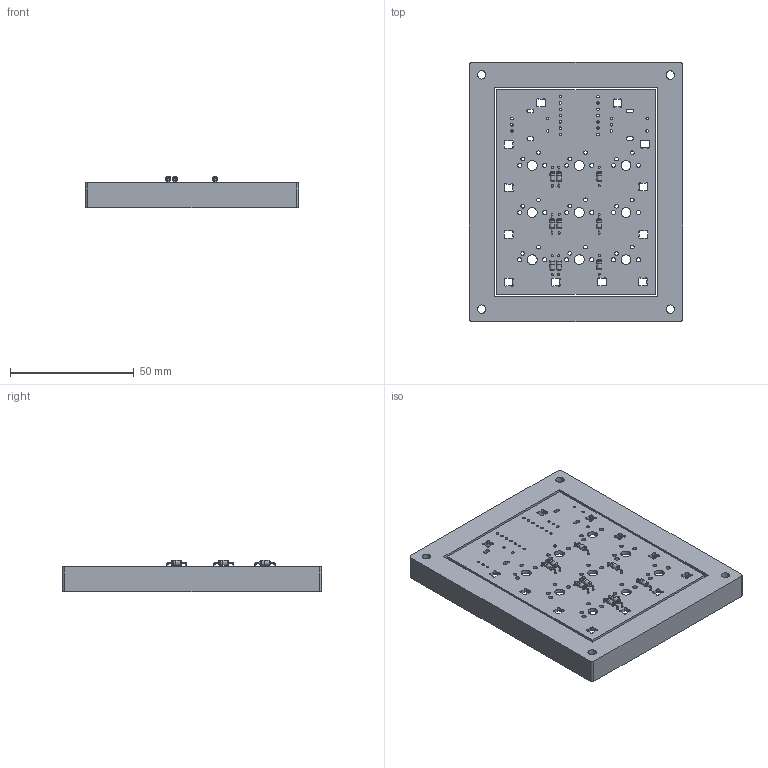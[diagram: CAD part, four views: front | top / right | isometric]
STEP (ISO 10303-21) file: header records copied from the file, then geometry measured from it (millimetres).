
FILE_DESCRIPTION(/* description */ ('KiCad electronic assembly'),/* implementation_level */ '2;1');
FILE_NAME(/* name */ 'Mid part hack.step',/* time_stamp */ '2026-01-17T14:43:45+08:00',/* author */ (''),/* organization */ (''),/* preprocessor_version */ 'ST-DEVELOPER v20.1',/* originating_system */ 'Autodesk Translation Framework v14.21.0.0',/* authorisation */ '');
FILE_SCHEMA (('AUTOMOTIVE_DESIGN { 1 0 10303 214 3 1 1 }'));
Length unit declared in the file: millimetre
Products named in the file (3): New design 1; New design_PCB; D_DO-35_SOD27_P7.62mm_Horizontal
Assembly tree (10 placements, depth 2):
  New design 1
    D_DO-35_SOD27_P7.62mm_Horizontal  x9
    New design_PCB
Bounding box: 86.2 x 104.7 x 12.6 mm (x, y, z)
Volume: 40924.7 mm3; surface area: 25946.7 mm2
Topology: 20 solids, 20 shells, 467 faces, 1209 edges, 800 vertices
Faces by surface type: cylinder 301, plane 130, torus 36
Full cylindrical faces by diameter (mm): 0.5 x27, 0.8 x18, 1 x24, 1.5 x18, 1.7 x18, 2 x18, 2.02 x9, 3.4 x4, 4 x9
Entity records: 12088 total; most frequent: DIRECTION 2205, CARTESIAN_POINT 1993, ORIENTED_EDGE 1970, EDGE_CURVE 985, AXIS2_PLACEMENT_3D 868, VERTEX_POINT 656, EDGE_LOOP 559, CIRCLE 516
